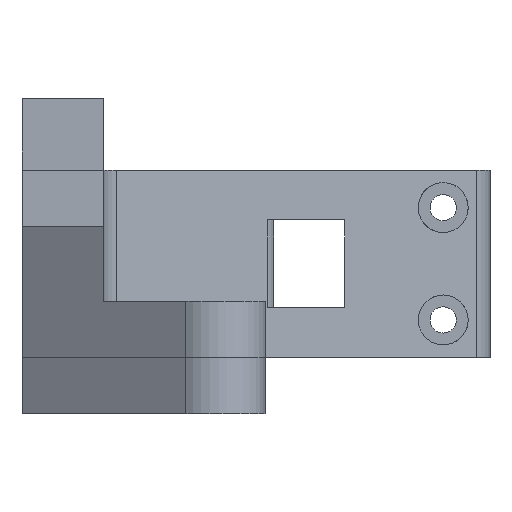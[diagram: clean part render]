
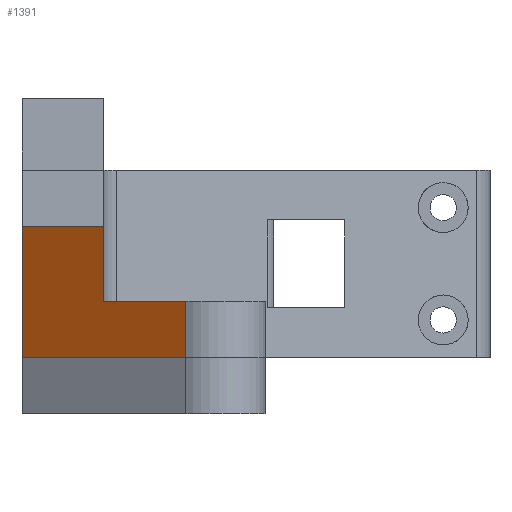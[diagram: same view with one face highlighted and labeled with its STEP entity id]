
A CAD part, left-side view. The second image highlights one B-rep face of the part: STEP entity #1391.
In plain terms, the highlighted face is planar.
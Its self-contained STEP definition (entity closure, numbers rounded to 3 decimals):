
#62 = DIRECTION ( 'NONE',  ( -0.807, 0.591, 0. ) ) ;
#156 = DIRECTION ( 'NONE',  ( 0., 0., -1. ) ) ;
#249 = LINE ( 'NONE', #2462, #2762 ) ;
#266 = VECTOR ( 'NONE', #1554, 1000. ) ;
#313 = LINE ( 'NONE', #1874, #2997 ) ;
#432 = VERTEX_POINT ( 'NONE', #454 ) ;
#454 = CARTESIAN_POINT ( 'NONE',  ( 343.225, 13., 24. ) ) ;
#458 = CARTESIAN_POINT ( 'NONE',  ( 352.952, 26.27, 24. ) ) ;
#547 = VERTEX_POINT ( 'NONE', #2994 ) ;
#562 = VERTEX_POINT ( 'NONE', #1987 ) ;
#628 = EDGE_CURVE ( 'NONE', #812, #2138, #2477, .T. ) ;
#634 = PLANE ( 'NONE',  #1627 ) ;
#724 = FACE_OUTER_BOUND ( 'NONE', #2384, .T. ) ;
#812 = VERTEX_POINT ( 'NONE', #1496 ) ;
#908 = CARTESIAN_POINT ( 'NONE',  ( 343.225, 13., 45. ) ) ;
#1044 = LINE ( 'NONE', #1210, #2198 ) ;
#1117 = VECTOR ( 'NONE', #2718, 1000. ) ;
#1210 = CARTESIAN_POINT ( 'NONE',  ( 352.952, 26.27, 45. ) ) ;
#1354 = CARTESIAN_POINT ( 'NONE',  ( 333.696, 0., 45. ) ) ;
#1391 = ADVANCED_FACE ( 'NONE', ( #724 ), #634, .F. ) ;
#1404 = CARTESIAN_POINT ( 'NONE',  ( 333.696, 0., 45. ) ) ;
#1484 = EDGE_CURVE ( 'NONE', #562, #812, #3118, .T. ) ;
#1496 = CARTESIAN_POINT ( 'NONE',  ( 333.696, 0., 15. ) ) ;
#1554 = DIRECTION ( 'NONE',  ( 0.591, 0.807, 0. ) ) ;
#1581 = EDGE_CURVE ( 'NONE', #547, #432, #3259, .T. ) ;
#1601 = VERTEX_POINT ( 'NONE', #458 ) ;
#1613 = DIRECTION ( 'NONE',  ( 0.591, 0.807, 0. ) ) ;
#1627 = AXIS2_PLACEMENT_3D ( 'NONE', #1354, #62, #2188 ) ;
#1651 = EDGE_CURVE ( 'NONE', #1601, #2138, #1044, .T. ) ;
#1734 = DIRECTION ( 'NONE',  ( 0., 0., -1. ) ) ;
#1761 = ORIENTED_EDGE ( 'NONE', *, *, #1484, .T. ) ;
#1821 = ORIENTED_EDGE ( 'NONE', *, *, #1651, .F. ) ;
#1874 = CARTESIAN_POINT ( 'NONE',  ( 333.696, 0., 24. ) ) ;
#1987 = CARTESIAN_POINT ( 'NONE',  ( 333.696, 0., 36. ) ) ;
#2066 = ORIENTED_EDGE ( 'NONE', *, *, #3180, .F. ) ;
#2138 = VERTEX_POINT ( 'NONE', #2212 ) ;
#2188 = DIRECTION ( 'NONE',  ( -0.591, -0.807, 0. ) ) ;
#2198 = VECTOR ( 'NONE', #1734, 1000. ) ;
#2212 = CARTESIAN_POINT ( 'NONE',  ( 352.952, 26.27, 15. ) ) ;
#2266 = DIRECTION ( 'NONE',  ( -0.591, -0.807, 0. ) ) ;
#2275 = VECTOR ( 'NONE', #156, 1000. ) ;
#2384 = EDGE_LOOP ( 'NONE', ( #2580, #2717, #1761, #3176, #1821, #2066 ) ) ;
#2462 = CARTESIAN_POINT ( 'NONE',  ( 333.696, 0., 36. ) ) ;
#2477 = LINE ( 'NONE', #2992, #266 ) ;
#2580 = ORIENTED_EDGE ( 'NONE', *, *, #1581, .F. ) ;
#2717 = ORIENTED_EDGE ( 'NONE', *, *, #2743, .T. ) ;
#2718 = DIRECTION ( 'NONE',  ( 0., 0., -1. ) ) ;
#2743 = EDGE_CURVE ( 'NONE', #547, #562, #249, .T. ) ;
#2762 = VECTOR ( 'NONE', #2266, 1000. ) ;
#2992 = CARTESIAN_POINT ( 'NONE',  ( 333.696, 0., 15. ) ) ;
#2994 = CARTESIAN_POINT ( 'NONE',  ( 343.225, 13., 36. ) ) ;
#2997 = VECTOR ( 'NONE', #1613, 1000. ) ;
#3118 = LINE ( 'NONE', #1404, #2275 ) ;
#3176 = ORIENTED_EDGE ( 'NONE', *, *, #628, .T. ) ;
#3180 = EDGE_CURVE ( 'NONE', #432, #1601, #313, .T. ) ;
#3259 = LINE ( 'NONE', #908, #1117 ) ;
